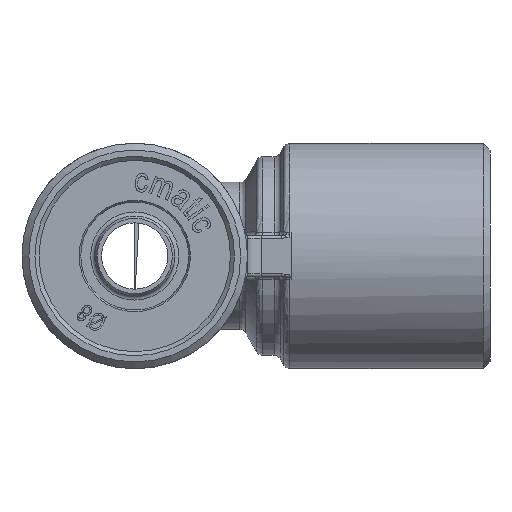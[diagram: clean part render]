
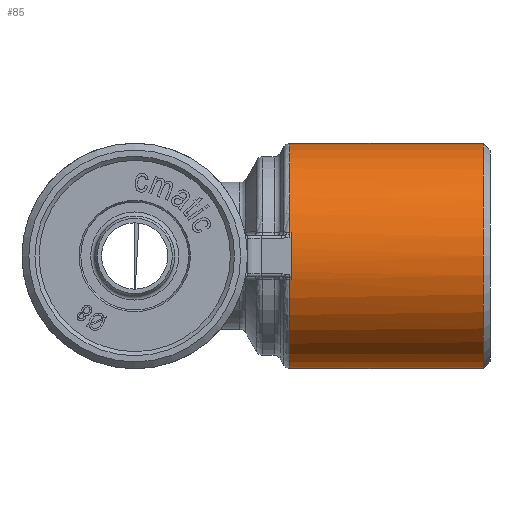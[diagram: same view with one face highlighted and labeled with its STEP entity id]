
A CAD part, front view. The second image highlights one B-rep face of the part: STEP entity #85.
In plain terms, the highlighted cylindrical face has radius 8.25 mm (diameter 16.5 mm), a full revolution.
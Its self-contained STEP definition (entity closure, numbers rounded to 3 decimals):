
#85 = ADVANCED_FACE( 'NONE', ( #748, #749 ), #750, .T. );
#748 = FACE_OUTER_BOUND( '', #2300, .T. );
#749 = FACE_OUTER_BOUND( '', #2301, .T. );
#750 = CYLINDRICAL_SURFACE( '', #2302, 8.25 );
#2300 = EDGE_LOOP( '', ( #11512, #11513, #11514, #11515, #11516, #11517, #11518, #11519 ) );
#2301 = EDGE_LOOP( '', ( #11520 ) );
#2302 = AXIS2_PLACEMENT_3D( '', #11521, #11522, #11523 );
#11512 = ORIENTED_EDGE( '', *, *, #15843, .T. );
#11513 = ORIENTED_EDGE( '', *, *, #15844, .T. );
#11514 = ORIENTED_EDGE( '', *, *, #15845, .T. );
#11515 = ORIENTED_EDGE( '', *, *, #15846, .T. );
#11516 = ORIENTED_EDGE( '', *, *, #15847, .F. );
#11517 = ORIENTED_EDGE( '', *, *, #15848, .T. );
#11518 = ORIENTED_EDGE( '', *, *, #15849, .T. );
#11519 = ORIENTED_EDGE( '', *, *, #15850, .T. );
#11520 = ORIENTED_EDGE( '', *, *, #15851, .F. );
#11521 = CARTESIAN_POINT( '', ( 1.826, 0., 0. ) );
#11522 = DIRECTION( '', ( 1., 0., 0. ) );
#11523 = DIRECTION( '', ( 0., -1., 0. ) );
#15843 = EDGE_CURVE( 'NONE', #17506, #17507, #17508, .T. );
#15844 = EDGE_CURVE( 'NONE', #17507, #17509, #17510, .T. );
#15845 = EDGE_CURVE( 'NONE', #17509, #17479, #17511, .T. );
#15846 = EDGE_CURVE( 'NONE', #17479, #17512, #17513, .T. );
#15847 = EDGE_CURVE( 'NONE', #17514, #17512, #17515, .T. );
#15848 = EDGE_CURVE( 'NONE', #17514, #17516, #17517, .T. );
#15849 = EDGE_CURVE( 'NONE', #17516, #17518, #17519, .T. );
#15850 = EDGE_CURVE( 'NONE', #17518, #17506, #17520, .T. );
#15851 = EDGE_CURVE( 'NONE', #17521, #17521, #17522, .T. );
#17479 = VERTEX_POINT( 'NONE', #20272 );
#17506 = VERTEX_POINT( 'NONE', #20362 );
#17507 = VERTEX_POINT( 'NONE', #20363 );
#17508 = CIRCLE( '', #20364, 8.25 );
#17509 = VERTEX_POINT( 'NONE', #20365 );
#17510 = LINE( '', #20366, #20367 );
#17511 = CIRCLE( '', #20368, 8.25 );
#17512 = VERTEX_POINT( 'NONE', #20369 );
#17513 = LINE( '', #20370, #20371 );
#17514 = VERTEX_POINT( 'NONE', #20372 );
#17515 = CIRCLE( '', #20373, 8.25 );
#17516 = VERTEX_POINT( 'NONE', #20374 );
#17517 = LINE( '', #20375, #20376 );
#17518 = VERTEX_POINT( 'NONE', #20377 );
#17519 = CIRCLE( '', #20378, 8.25 );
#17520 = LINE( '', #20379, #20380 );
#17521 = VERTEX_POINT( '', #20381 );
#17522 = CIRCLE( '', #20382, 8.25 );
#20272 = CARTESIAN_POINT( '', ( 11.355, 8.07, -1.716 ) );
#20362 = CARTESIAN_POINT( '', ( 11.5, -8.07, 1.716 ) );
#20363 = CARTESIAN_POINT( '', ( 11.5, -8.07, -1.716 ) );
#20364 = AXIS2_PLACEMENT_3D( '', #30911, #30912, #30913 );
#20365 = CARTESIAN_POINT( '', ( 11.355, -8.07, -1.716 ) );
#20366 = CARTESIAN_POINT( '', ( 1.826, -8.07, -1.716 ) );
#20367 = VECTOR( '', #30914, 1000. );
#20368 = AXIS2_PLACEMENT_3D( '', #30915, #30916, #30917 );
#20369 = CARTESIAN_POINT( '', ( 11.5, 8.07, -1.716 ) );
#20370 = CARTESIAN_POINT( '', ( 1.826, 8.07, -1.716 ) );
#20371 = VECTOR( '', #30918, 1000. );
#20372 = CARTESIAN_POINT( '', ( 11.5, 8.07, 1.716 ) );
#20373 = AXIS2_PLACEMENT_3D( '', #30919, #30920, #30921 );
#20374 = CARTESIAN_POINT( '', ( 11.355, 8.07, 1.716 ) );
#20375 = CARTESIAN_POINT( '', ( 1.826, 8.07, 1.716 ) );
#20376 = VECTOR( '', #30922, 1000. );
#20377 = CARTESIAN_POINT( '', ( 11.355, -8.07, 1.716 ) );
#20378 = AXIS2_PLACEMENT_3D( '', #30923, #30924, #30925 );
#20379 = CARTESIAN_POINT( '', ( 1.826, -8.07, 1.716 ) );
#20380 = VECTOR( '', #30926, 1000. );
#20381 = CARTESIAN_POINT( '', ( 25.5, -8.25, 0. ) );
#20382 = AXIS2_PLACEMENT_3D( '', #30927, #30928, #30929 );
#30911 = CARTESIAN_POINT( '', ( 11.5, 0., 0. ) );
#30912 = DIRECTION( '', ( 1., 0., 0. ) );
#30913 = DIRECTION( '', ( 0., 0., -1. ) );
#30914 = DIRECTION( '', ( -1., 0., 0. ) );
#30915 = CARTESIAN_POINT( '', ( 11.355, 0., 0. ) );
#30916 = DIRECTION( '', ( 1., 0., 0. ) );
#30917 = DIRECTION( '', ( 0., 1., 0. ) );
#30918 = DIRECTION( '', ( 1., 0., 0. ) );
#30919 = CARTESIAN_POINT( '', ( 11.5, 0., 0. ) );
#30920 = DIRECTION( '', ( -1., 0., 0. ) );
#30921 = DIRECTION( '', ( 0., 0., 1. ) );
#30922 = DIRECTION( '', ( -1., 0., 0. ) );
#30923 = CARTESIAN_POINT( '', ( 11.355, 0., 0. ) );
#30924 = DIRECTION( '', ( 1., 0., 0. ) );
#30925 = DIRECTION( '', ( 0., 1., 0. ) );
#30926 = DIRECTION( '', ( 1., 0., 0. ) );
#30927 = CARTESIAN_POINT( '', ( 25.5, 0., 0. ) );
#30928 = DIRECTION( '', ( 1., 0., 0. ) );
#30929 = DIRECTION( '', ( 0., -1., 0. ) );
